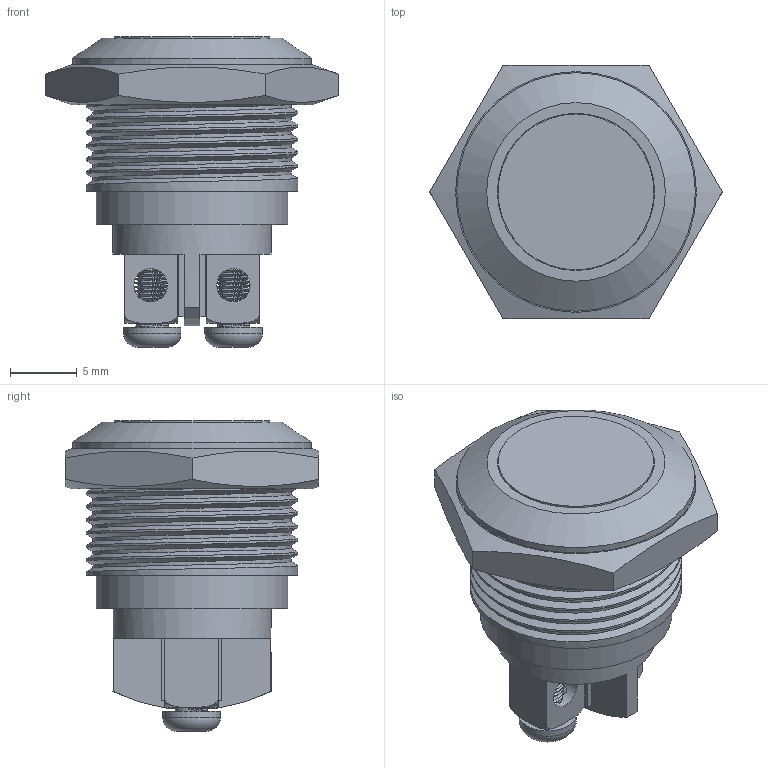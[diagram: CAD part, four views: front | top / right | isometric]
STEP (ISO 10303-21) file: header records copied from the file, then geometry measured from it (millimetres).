
FILE_DESCRIPTION(/* description */ (''),/* implementation_level */ '2;1');
FILE_NAME(/* name */ 'EJ16_211A_x_t.stp',/* time_stamp */ '2019-11-28T11:31:39+08:00',/* author */ (''),/* organization */ (''),/* preprocessor_version */ 'ST-DEVELOPER v11',/* originating_system */ 'SIEMENS UGS NX 6.0',/* authorisation */ '');
FILE_SCHEMA (('CONFIG_CONTROL_DESIGN'));
Length unit declared in the file: millimetre
Products named in the file (7): solid_id33_x_t; solid_id28_x_t; solid_id23_x_t; solid_id16_x_t; solid_id11_x_t; solid_id6_x_t; EJ16_211A_x_t
Assembly tree (8 placements, depth 2):
  EJ16_211A_x_t
    solid_id6_x_t
    solid_id11_x_t
    solid_id16_x_t  x2
    solid_id23_x_t
    solid_id28_x_t
    solid_id33_x_t  x2
Bounding box: 21.94 x 19 x 23.3 mm (x, y, z)
Volume: 2645.2 mm3; surface area: 4380.1 mm2
Topology: 6 solids, 8 shells, 215 faces, 612 edges, 427 vertices
Faces by surface type: plane 105, cylinder 59, bspline 27, cone 14, torus 10
Full cylindrical faces by diameter (mm): 2.45 x2, 2.5 x2, 2.9 x4, 3 x2, 4.3 x2, 6 x1, 6.8 x1, 8 x1, 10.6 x1, 11.7 x1, 11.8 x1, 11.9 x1, 12.6 x1, 13.3 x1, 13.6 x1, 14.4 x1, 17.9 x1
Entity records: 12641 total; most frequent: CARTESIAN_POINT 8735, ORIENTED_EDGE 628, DIRECTION 557, EDGE_CURVE 314, VERTEX_POINT 226, AXIS2_PLACEMENT_3D 222, EDGE_LOOP 207, ADVANCED_FACE 147
